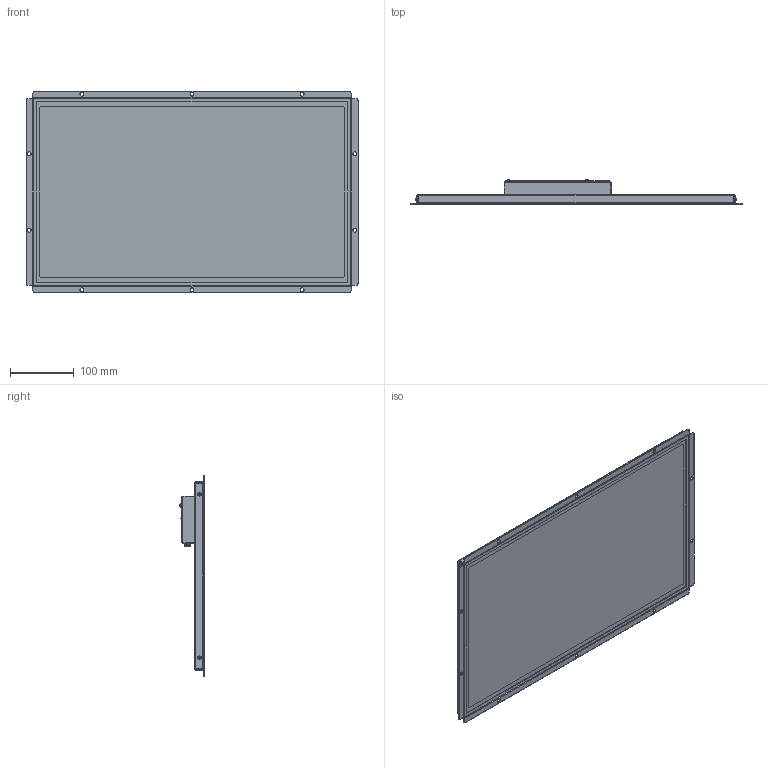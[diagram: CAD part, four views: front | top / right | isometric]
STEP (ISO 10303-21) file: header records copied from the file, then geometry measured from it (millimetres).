
FILE_DESCRIPTION(/* description */ ('TFT 21,5 Zoll 16_9 Rev.1.0'),/* implementation_level */ '2;1');
FILE_NAME(/* name */ '20000075 TFT 21,5 Zoll 16_9 Rev.1.0.stp',/* time_stamp */ '2019-08-20T12:11:41+02:00',/* author */ ('Uwe Kosiol'),/* organization */ (''),/* preprocessor_version */ 'ST-DEVELOPER v17.2',/* originating_system */ 'Autodesk Inventor 2019',/* authorisation */ '');
FILE_SCHEMA (('AUTOMOTIVE_DESIGN { 1 0 10303 214 3 1 1 }'));
Products named in the file (13): 20000075; 00003233 ; 00003232; 00003231; 00000078; 00000010; 00003234; 00003235; ANSI B18.3.4M - M3 x 0.5 x 6; ANSI B18.3.4M - M3 x 0.5 x 4; 40000008; 00003224; ANSI B18.3.4M - M3 x 0.5 x 5
Assembly tree (29 placements, depth 2):
  20000075
    00003233 
    00003232
    00003231
    00003224  x8
    00000078
    00000010
    00003234
    00003235
    ANSI B18.3.4M - M3 x 0.5 x 6
    ANSI B18.3.4M - M3 x 0.5 x 5  x7
    ANSI B18.3.4M - M3 x 0.5 x 4  x4
    40000008  x2
Bounding box: 520 x 37.65 x 316 mm (x, y, z)
Volume: 2125955.7 mm3; surface area: 768576.1 mm2
Topology: 37 solids, 37 shells, 4636 faces, 12550 edges, 8223 vertices
Faces by surface type: plane 3159, cylinder 1048, bspline 207, torus 113, cone 104, sphere 5
Full cylindrical faces by diameter (mm): 0.5 x24, 1 x2, 1.27 x2, 1.5 x1, 2.459 x12, 2.5 x2, 2.54 x2, 2.9 x1, 3 x17, 3.175 x2, 3.2 x6, 3.3 x4, 3.4 x4, 3.5 x7, 3.556 x2, 3.81 x2, 4 x1, 5.41 x8, 5.42 x8, 5.7 x12, 6 x11
Entity records: 167325 total; most frequent: CARTESIAN_POINT 50565, ORIENTED_EDGE 23888, DIRECTION 22260, EDGE_CURVE 11944, LINE 9194, VECTOR 9194, VERTEX_POINT 7811, AXIS2_PLACEMENT_3D 6533
